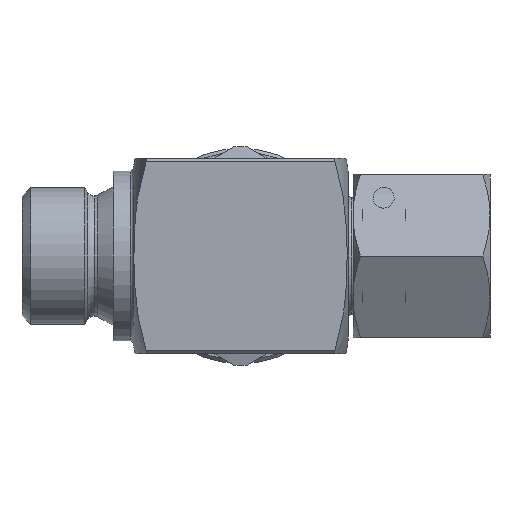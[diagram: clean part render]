
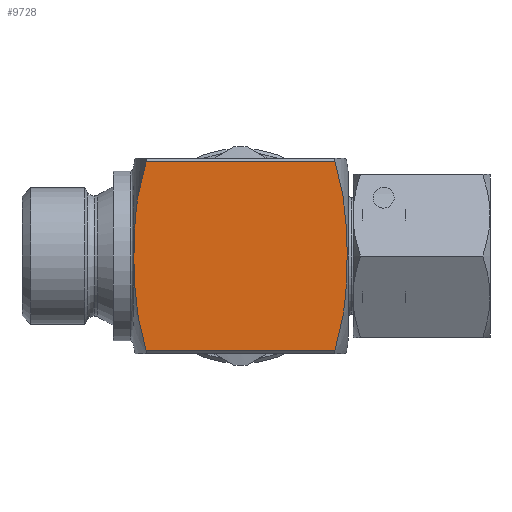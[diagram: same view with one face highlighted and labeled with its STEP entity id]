
A CAD part, front view. The second image highlights one B-rep face of the part: STEP entity #9728.
In plain terms, the highlighted planar face has unit normal (0, -1, 0).
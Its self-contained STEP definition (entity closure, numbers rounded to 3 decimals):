
#221 = EDGE_CURVE ( 'NONE', #5274, #1991, #13746, .T. ) ;
#222 = EDGE_CURVE ( 'NONE', #1991, #1989, #3570, .T. ) ;
#223 = EDGE_CURVE ( 'NONE', #1989, #5245, #13725, .T. ) ;
#224 = EDGE_CURVE ( 'NONE', #5245, #5274, #3572, .T. ) ;
#1989 = VERTEX_POINT ( 'NONE', #8840 ) ;
#1991 = VERTEX_POINT ( 'NONE', #8842 ) ;
#3570 = LINE ( 'NONE', #8622, #3571 ) ;
#3571 = VECTOR ( 'NONE', #8623, 1000. ) ;
#3572 = LINE ( 'NONE', #8642, #3573 ) ;
#3573 = VECTOR ( 'NONE', #8643, 1000. ) ;
#4322 = CARTESIAN_POINT ( 'NONE',  ( -12.71, -17.25, -14.5 ) ) ;
#4351 = CARTESIAN_POINT ( 'NONE',  ( 16.21, -17.25, -14.5 ) ) ;
#4804 = AXIS2_PLACEMENT_3D ( 'NONE', #7914, #7915, #7916 ) ;
#5245 = VERTEX_POINT ( 'NONE', #4322 ) ;
#5274 = VERTEX_POINT ( 'NONE', #4351 ) ;
#5522 = FACE_OUTER_BOUND ( 'NONE', #10102, .T. ) ;
#7913 = PLANE ( 'NONE',  #4804 ) ;
#7914 = CARTESIAN_POINT ( 'NONE',  ( -31.75, -17.25, 15. ) ) ;
#7915 = DIRECTION ( 'NONE',  ( 0., 1., 0. ) ) ;
#7916 = DIRECTION ( 'NONE',  ( 0., 0., 1. ) ) ;
#8604 = CARTESIAN_POINT ( 'NONE',  ( 16.21, -17.25, -14.5 ) ) ;
#8605 = CARTESIAN_POINT ( 'NONE',  ( 16.977, -17.25, -12.158 ) ) ;
#8606 = CARTESIAN_POINT ( 'NONE',  ( 17.444, -17.25, -9.765 ) ) ;
#8607 = CARTESIAN_POINT ( 'NONE',  ( 17.862, -17.25, -6.127 ) ) ;
#8608 = CARTESIAN_POINT ( 'NONE',  ( 17.955, -17.25, -4.907 ) ) ;
#8609 = CARTESIAN_POINT ( 'NONE',  ( 18.074, -17.25, -2.454 ) ) ;
#8610 = CARTESIAN_POINT ( 'NONE',  ( 18.1, -17.25, -1.223 ) ) ;
#8611 = CARTESIAN_POINT ( 'NONE',  ( 18.1, -17.25, 1.233 ) ) ;
#8612 = CARTESIAN_POINT ( 'NONE',  ( 18.074, -17.25, 2.457 ) ) ;
#8613 = CARTESIAN_POINT ( 'NONE',  ( 17.956, -17.25, 4.898 ) ) ;
#8614 = CARTESIAN_POINT ( 'NONE',  ( 17.864, -17.25, 6.114 ) ) ;
#8615 = CARTESIAN_POINT ( 'NONE',  ( 17.586, -17.25, 8.535 ) ) ;
#8616 = CARTESIAN_POINT ( 'NONE',  ( 17.4, -17.25, 9.739 ) ) ;
#8617 = CARTESIAN_POINT ( 'NONE',  ( 17.029, -17.25, 11.534 ) ) ;
#8618 = CARTESIAN_POINT ( 'NONE',  ( 16.89, -17.25, 12.131 ) ) ;
#8619 = CARTESIAN_POINT ( 'NONE',  ( 16.577, -17.25, 13.319 ) ) ;
#8620 = CARTESIAN_POINT ( 'NONE',  ( 16.402, -17.25, 13.913 ) ) ;
#8621 = CARTESIAN_POINT ( 'NONE',  ( 16.21, -17.25, 14.5 ) ) ;
#8622 = CARTESIAN_POINT ( 'NONE',  ( -12.536, -17.25, 14.5 ) ) ;
#8623 = DIRECTION ( 'NONE',  ( -1., 0., 0. ) ) ;
#8624 = CARTESIAN_POINT ( 'NONE',  ( -12.71, -17.25, 14.5 ) ) ;
#8625 = CARTESIAN_POINT ( 'NONE',  ( -13.477, -17.25, 12.158 ) ) ;
#8626 = CARTESIAN_POINT ( 'NONE',  ( -13.944, -17.25, 9.765 ) ) ;
#8627 = CARTESIAN_POINT ( 'NONE',  ( -14.362, -17.25, 6.127 ) ) ;
#8628 = CARTESIAN_POINT ( 'NONE',  ( -14.455, -17.25, 4.907 ) ) ;
#8629 = CARTESIAN_POINT ( 'NONE',  ( -14.574, -17.25, 2.454 ) ) ;
#8630 = CARTESIAN_POINT ( 'NONE',  ( -14.6, -17.25, 1.223 ) ) ;
#8631 = CARTESIAN_POINT ( 'NONE',  ( -14.6, -17.25, -1.233 ) ) ;
#8632 = CARTESIAN_POINT ( 'NONE',  ( -14.574, -17.25, -2.457 ) ) ;
#8633 = CARTESIAN_POINT ( 'NONE',  ( -14.456, -17.25, -4.898 ) ) ;
#8634 = CARTESIAN_POINT ( 'NONE',  ( -14.364, -17.25, -6.114 ) ) ;
#8635 = CARTESIAN_POINT ( 'NONE',  ( -14.086, -17.25, -8.535 ) ) ;
#8636 = CARTESIAN_POINT ( 'NONE',  ( -13.9, -17.25, -9.739 ) ) ;
#8637 = CARTESIAN_POINT ( 'NONE',  ( -13.529, -17.25, -11.534 ) ) ;
#8638 = CARTESIAN_POINT ( 'NONE',  ( -13.39, -17.25, -12.131 ) ) ;
#8639 = CARTESIAN_POINT ( 'NONE',  ( -13.077, -17.25, -13.319 ) ) ;
#8640 = CARTESIAN_POINT ( 'NONE',  ( -12.902, -17.25, -13.913 ) ) ;
#8641 = CARTESIAN_POINT ( 'NONE',  ( -12.71, -17.25, -14.5 ) ) ;
#8642 = CARTESIAN_POINT ( 'NONE',  ( -31.75, -17.25, -14.5 ) ) ;
#8643 = DIRECTION ( 'NONE',  ( 1., 0., 0. ) ) ;
#8840 = CARTESIAN_POINT ( 'NONE',  ( -12.71, -17.25, 14.5 ) ) ;
#8842 = CARTESIAN_POINT ( 'NONE',  ( 16.21, -17.25, 14.5 ) ) ;
#9494 = ORIENTED_EDGE ( 'NONE', *, *, #221, .T. ) ;
#9495 = ORIENTED_EDGE ( 'NONE', *, *, #222, .T. ) ;
#9496 = ORIENTED_EDGE ( 'NONE', *, *, #223, .T. ) ;
#9497 = ORIENTED_EDGE ( 'NONE', *, *, #224, .T. ) ;
#9728 = ADVANCED_FACE ( 'NONE', ( #5522 ), #7913, .F. ) ;
#10102 = EDGE_LOOP ( 'NONE', ( #9494, #9495, #9496, #9497 ) ) ;
#13725 = B_SPLINE_CURVE_WITH_KNOTS ( 'NONE', 3,
 ( #8624, #8625, #8626, #8627, #8628, #8629, #8630, #8631, #8632, #8633, #8634, #8635, #8636, #8637, #8638, #8639, #8640, #8641 ),
 .UNSPECIFIED., .F., .F.,
 ( 4, 2, 2, 2, 2, 2, 2, 2, 4 ),
 ( 0.165, 0.173, 0.176, 0.18, 0.184, 0.187, 0.191, 0.193, 0.195 ),
 .UNSPECIFIED. ) ;
#13746 = B_SPLINE_CURVE_WITH_KNOTS ( 'NONE', 3,
 ( #8604, #8605, #8606, #8607, #8608, #8609, #8610, #8611, #8612, #8613, #8614, #8615, #8616, #8617, #8618, #8619, #8620, #8621 ),
 .UNSPECIFIED., .F., .F.,
 ( 4, 2, 2, 2, 2, 2, 2, 2, 4 ),
 ( 0.165, 0.173, 0.176, 0.18, 0.184, 0.187, 0.191, 0.193, 0.195 ),
 .UNSPECIFIED. ) ;
